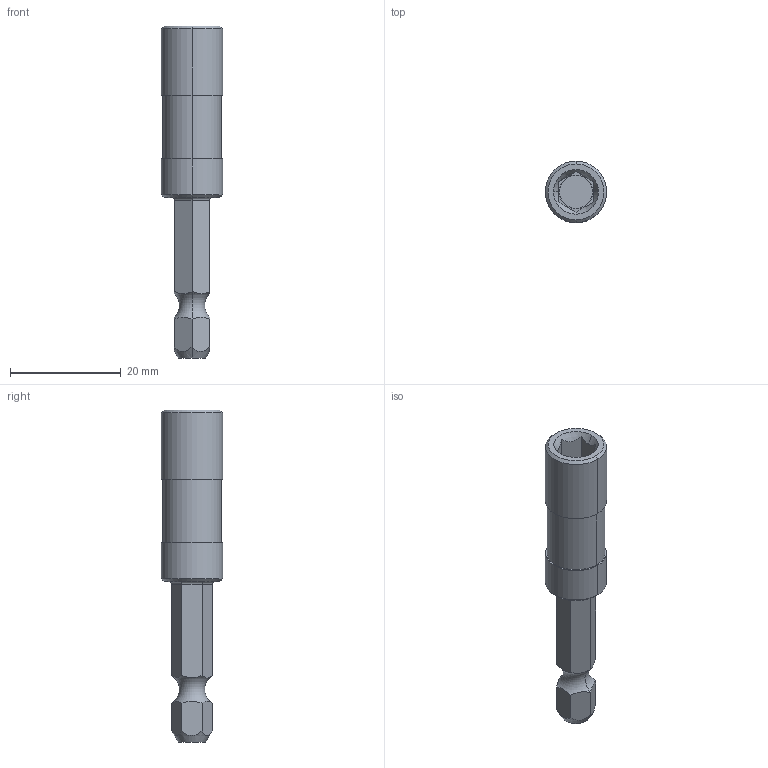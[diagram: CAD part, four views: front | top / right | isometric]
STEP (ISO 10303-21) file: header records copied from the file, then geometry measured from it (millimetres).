
FILE_DESCRIPTION((''),'2;1');
FILE_NAME('4027101729_ASM','2023-09-01T08:19:58',('a00565553'),(''),'CREO PARAMETRIC BY PTC INC, 2022414','CREO PARAMETRIC BY PTC INC, 2022414','');
FILE_SCHEMA(('CONFIG_CONTROL_DESIGN','GEOMETRIC_VALIDATION_PROPERTIES_MIM'));
Length unit declared in the file: millimetre
Products named in the file (2): 4027101729_; 4027101729_ASM
Assembly tree (1 placements, depth 2):
  4027101729_ASM
    4027101729_
Bounding box: 11.1 x 11.1 x 60 mm (x, y, z)
Volume: 3449.8 mm3; surface area: 2368.4 mm2
Topology: 1 solids, 1 shells, 52 faces, 116 edges, 72 vertices
Faces by surface type: plane 26, cylinder 16, cone 8, torus 2
Entity records: 2176 total; most frequent: CARTESIAN_POINT 543, ORIENTED_EDGE 232, DIRECTION 224, PRESENTATION_STYLE_ASSIGNMENT 117, STYLED_ITEM 117, CURVE_STYLE 116, EDGE_CURVE 116, AXIS2_PLACEMENT_3D 85
